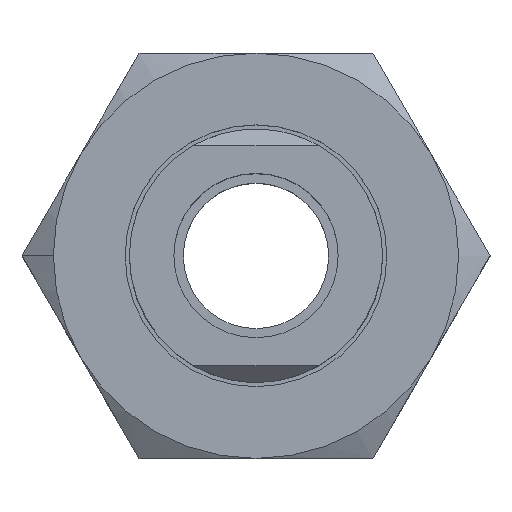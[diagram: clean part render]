
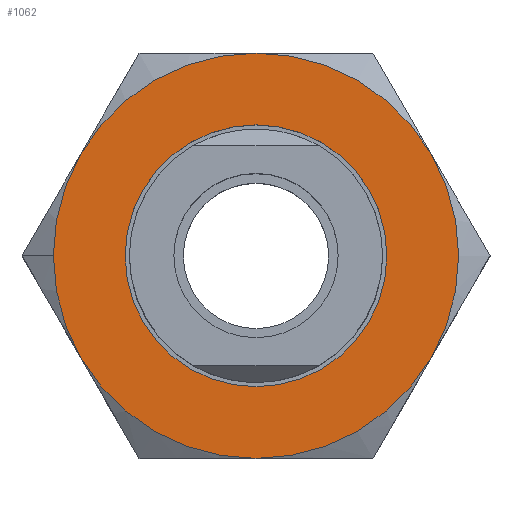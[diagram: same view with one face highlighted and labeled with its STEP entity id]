
A CAD part, top view. The second image highlights one B-rep face of the part: STEP entity #1062.
In plain terms, the highlighted planar face has unit normal (0, 0, 1).
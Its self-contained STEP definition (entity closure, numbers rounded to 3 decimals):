
#49 = ORIENTED_EDGE ( 'NONE', *, *, #1960, .T. ) ;
#50 = ORIENTED_EDGE ( 'NONE', *, *, #2249, .T. ) ;
#51 = ORIENTED_EDGE ( 'NONE', *, *, #2233, .T. ) ;
#52 = ORIENTED_EDGE ( 'NONE', *, *, #219, .T. ) ;
#217 = EDGE_CURVE ( 'NONE', #1873, #224, #569, .T. ) ;
#219 = EDGE_CURVE ( 'NONE', #229, #1873, #530, .T. ) ;
#224 = VERTEX_POINT ( 'NONE', #526 ) ;
#229 = VERTEX_POINT ( 'NONE', #510 ) ;
#510 = CARTESIAN_POINT ( 'NONE',  ( 10.392, -6., 7.75 ) ) ;
#526 = CARTESIAN_POINT ( 'NONE',  ( 0., 12., 7.75 ) ) ;
#527 = DIRECTION ( 'NONE',  ( 1., 0., 0. ) ) ;
#528 = DIRECTION ( 'NONE',  ( 0., 0., 1. ) ) ;
#529 = AXIS2_PLACEMENT_3D ( 'NONE', #570, #528, #527 ) ;
#530 = CIRCLE ( 'NONE', #529, 12. ) ;
#558 = DIRECTION ( 'NONE',  ( 1., 0., 0. ) ) ;
#559 = DIRECTION ( 'NONE',  ( 0., 0., 1. ) ) ;
#560 = AXIS2_PLACEMENT_3D ( 'NONE', #571, #559, #558 ) ;
#569 = CIRCLE ( 'NONE', #560, 12. ) ;
#570 = CARTESIAN_POINT ( 'NONE',  ( 0., 0., 7.75 ) ) ;
#571 = CARTESIAN_POINT ( 'NONE',  ( 0., 0., 7.75 ) ) ;
#589 = CARTESIAN_POINT ( 'NONE',  ( 10.392, 6., 7.75 ) ) ;
#624 = DIRECTION ( 'NONE',  ( -1., 0., 0. ) ) ;
#625 = DIRECTION ( 'NONE',  ( 0., 0., -1. ) ) ;
#626 = AXIS2_PLACEMENT_3D ( 'NONE', #628, #625, #624 ) ;
#628 = CARTESIAN_POINT ( 'NONE',  ( 0., 12., 7.75 ) ) ;
#629 = PLANE ( 'NONE',  #626 ) ;
#630 = FACE_OUTER_BOUND ( 'NONE', #1069, .T. ) ;
#631 = FACE_BOUND ( 'NONE', #1063, .T. ) ;
#632 = DIRECTION ( 'NONE',  ( 1., 0., 0. ) ) ;
#633 = DIRECTION ( 'NONE',  ( 0., 0., 1. ) ) ;
#634 = AXIS2_PLACEMENT_3D ( 'NONE', #648, #633, #632 ) ;
#635 = CIRCLE ( 'NONE', #634, 7.75 ) ;
#648 = CARTESIAN_POINT ( 'NONE',  ( 0., 0., 7.75 ) ) ;
#724 = CARTESIAN_POINT ( 'NONE',  ( -7.75, 0., 7.75 ) ) ;
#764 = CARTESIAN_POINT ( 'NONE',  ( 7.75, 0., 7.75 ) ) ;
#765 = DIRECTION ( 'NONE',  ( 1., 0., 0. ) ) ;
#766 = DIRECTION ( 'NONE',  ( 0., 0., 1. ) ) ;
#767 = CARTESIAN_POINT ( 'NONE',  ( 0., 0., 7.75 ) ) ;
#768 = AXIS2_PLACEMENT_3D ( 'NONE', #767, #766, #765 ) ;
#769 = CIRCLE ( 'NONE', #768, 7.75 ) ;
#770 = AXIS2_PLACEMENT_3D ( 'NONE', #908, #907, #906 ) ;
#771 = CIRCLE ( 'NONE', #770, 12. ) ;
#772 = CARTESIAN_POINT ( 'NONE',  ( -10.392, -6., 7.75 ) ) ;
#898 = CARTESIAN_POINT ( 'NONE',  ( -12., 0., 7.75 ) ) ;
#906 = DIRECTION ( 'NONE',  ( 1., 0., 0. ) ) ;
#907 = DIRECTION ( 'NONE',  ( 0., 0., 1. ) ) ;
#908 = CARTESIAN_POINT ( 'NONE',  ( 0., 0., 7.75 ) ) ;
#1061 = EDGE_CURVE ( 'NONE', #1969, #1974, #635, .T. ) ;
#1062 = ADVANCED_FACE ( 'NONE', ( #631, #630 ), #629, .F. ) ;
#1063 = EDGE_LOOP ( 'NONE', ( #1064, #1065 ) ) ;
#1064 = ORIENTED_EDGE ( 'NONE', *, *, #1061, .F. ) ;
#1065 = ORIENTED_EDGE ( 'NONE', *, *, #1967, .F. ) ;
#1066 = ORIENTED_EDGE ( 'NONE', *, *, #2272, .T. ) ;
#1067 = ORIENTED_EDGE ( 'NONE', *, *, #2270, .T. ) ;
#1069 = EDGE_LOOP ( 'NONE', ( #1070, #1066, #1067, #49, #50, #51, #52 ) ) ;
#1070 = ORIENTED_EDGE ( 'NONE', *, *, #217, .T. ) ;
#1166 = DIRECTION ( 'NONE',  ( 0., 0., 1. ) ) ;
#1167 = CIRCLE ( 'NONE', #1188, 12. ) ;
#1175 = CARTESIAN_POINT ( 'NONE',  ( 0., -12., 7.75 ) ) ;
#1180 = CARTESIAN_POINT ( 'NONE',  ( -10.392, 6., 7.75 ) ) ;
#1188 = AXIS2_PLACEMENT_3D ( 'NONE', #1200, #1166, #1196 ) ;
#1196 = DIRECTION ( 'NONE',  ( 1., 0., 0. ) ) ;
#1200 = CARTESIAN_POINT ( 'NONE',  ( 0., 0., 7.75 ) ) ;
#1203 = DIRECTION ( 'NONE',  ( 1., 0., 0. ) ) ;
#1219 = CIRCLE ( 'NONE', #1242, 12. ) ;
#1232 = AXIS2_PLACEMENT_3D ( 'NONE', #1250, #1249, #1248 ) ;
#1233 = CIRCLE ( 'NONE', #1232, 12. ) ;
#1240 = DIRECTION ( 'NONE',  ( 0., 0., 1. ) ) ;
#1241 = CARTESIAN_POINT ( 'NONE',  ( 0., 0., 7.75 ) ) ;
#1242 = AXIS2_PLACEMENT_3D ( 'NONE', #1241, #1240, #1203 ) ;
#1248 = DIRECTION ( 'NONE',  ( 1., 0., 0. ) ) ;
#1249 = DIRECTION ( 'NONE',  ( 0., 0., 1. ) ) ;
#1250 = CARTESIAN_POINT ( 'NONE',  ( 0., 0., 7.75 ) ) ;
#1835 = CARTESIAN_POINT ( 'NONE',  ( 0., 0., 7.75 ) ) ;
#1873 = VERTEX_POINT ( 'NONE', #589 ) ;
#1882 = DIRECTION ( 'NONE',  ( 1., 0., 0. ) ) ;
#1907 = DIRECTION ( 'NONE',  ( 0., 0., 1. ) ) ;
#1908 = AXIS2_PLACEMENT_3D ( 'NONE', #1835, #1907, #1882 ) ;
#1909 = CIRCLE ( 'NONE', #1908, 12. ) ;
#1953 = VERTEX_POINT ( 'NONE', #898 ) ;
#1959 = VERTEX_POINT ( 'NONE', #772 ) ;
#1960 = EDGE_CURVE ( 'NONE', #1953, #1959, #771, .T. ) ;
#1967 = EDGE_CURVE ( 'NONE', #1974, #1969, #769, .T. ) ;
#1969 = VERTEX_POINT ( 'NONE', #764 ) ;
#1974 = VERTEX_POINT ( 'NONE', #724 ) ;
#2233 = EDGE_CURVE ( 'NONE', #2254, #229, #1909, .T. ) ;
#2249 = EDGE_CURVE ( 'NONE', #1959, #2254, #1167, .T. ) ;
#2254 = VERTEX_POINT ( 'NONE', #1175 ) ;
#2256 = VERTEX_POINT ( 'NONE', #1180 ) ;
#2270 = EDGE_CURVE ( 'NONE', #2256, #1953, #1219, .T. ) ;
#2272 = EDGE_CURVE ( 'NONE', #224, #2256, #1233, .T. ) ;
